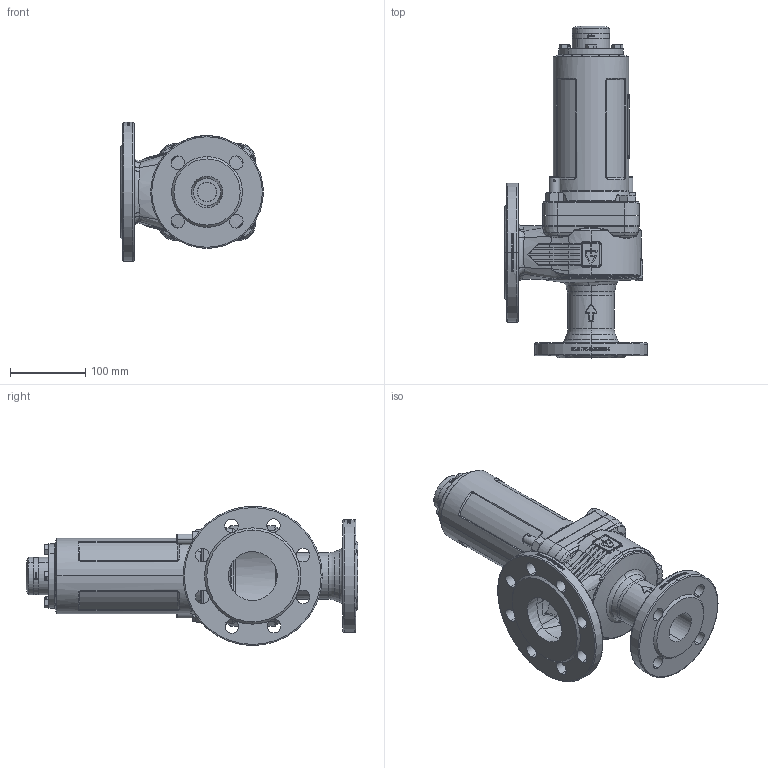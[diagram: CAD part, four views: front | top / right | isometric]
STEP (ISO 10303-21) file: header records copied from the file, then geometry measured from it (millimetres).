
FILE_DESCRIPTION (( 'STEP AP214' ), '1' );
FILE_NAME ('455TGFO_40_FLFL_4065_MD.STEP', '2020-07-09T11:31:24', ( '' ), ( '' ), 'SwSTEP 2.0', 'SolidWorks 2018', '' );
FILE_SCHEMA (( 'AUTOMOTIVE_DESIGN' ));
Length unit declared in the file: millimetre
Products named in the file (2): 455TGFO_40_FLFL_4065_MD
Bounding box: 190 x 441.5 x 185 mm (x, y, z)
Volume: 1742262 mm3; surface area: 463654.7 mm2
Topology: 15 solids, 15 shells, 1942 faces, 5342 edges, 3563 vertices
Faces by surface type: bspline 665, plane 483, cylinder 451, cone 216, torus 121, sphere 6
Entity records: 145727 total; most frequent: CARTESIAN_POINT 79894, ORIENTED_EDGE 10576, DIRECTION 7354, EDGE_CURVE 5288, VERTEX_POINT 3563, AXIS2_PLACEMENT_3D 2984, EDGE_LOOP 2201, B_SPLINE_CURVE_WITH_KNOTS 2151
